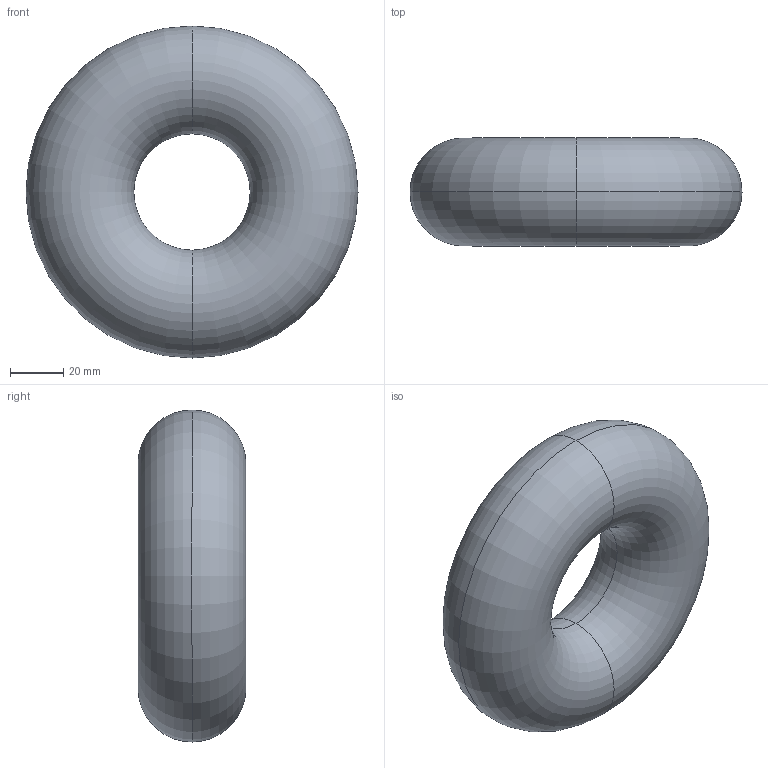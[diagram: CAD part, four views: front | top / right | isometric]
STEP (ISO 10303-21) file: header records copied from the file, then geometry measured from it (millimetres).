
FILE_DESCRIPTION (( 'STEP AP214' ), '1' );
FILE_NAME ('Part6.STEP', '2022-06-17T22:15:48', ( '' ), ( '' ), 'SwSTEP 2.0', 'SolidWorks 2020', '' );
FILE_SCHEMA (( 'AUTOMOTIVE_DESIGN' ));
Length unit declared in the file: millimetre
Products named in the file (1): Part6
Bounding box: 124.89 x 40.57 x 124.89 mm (x, y, z)
Volume: 254436 mm3; surface area: 50887.2 mm2
Topology: 1 solids, 2 shells, 8 faces, 16 edges, 8 vertices
Faces by surface type: torus 8
Entity records: 252 total; most frequent: DIRECTION 50, CARTESIAN_POINT 33, ORIENTED_EDGE 32, AXIS2_PLACEMENT_3D 25, CIRCLE 16, EDGE_CURVE 16, FACE_OUTER_BOUND 8, VERTEX_POINT 8
